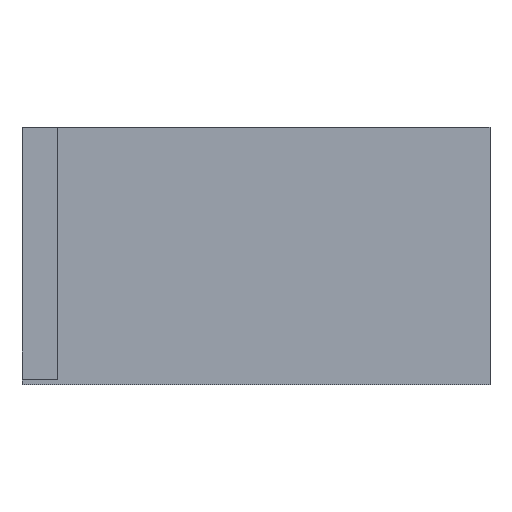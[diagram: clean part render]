
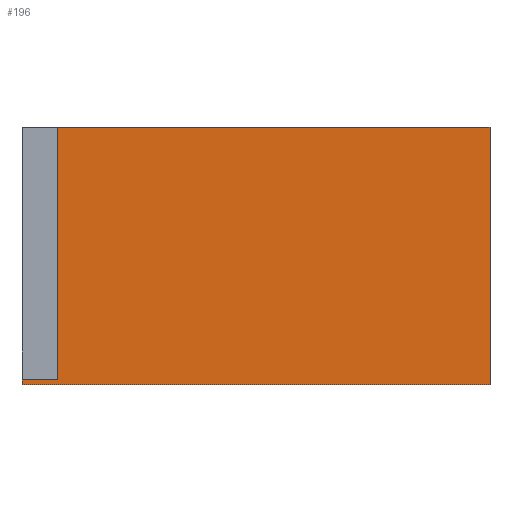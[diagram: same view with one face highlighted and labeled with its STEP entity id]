
A CAD part, top view. The second image highlights one B-rep face of the part: STEP entity #196.
In plain terms, the highlighted planar face has unit normal (0, 0, 1).
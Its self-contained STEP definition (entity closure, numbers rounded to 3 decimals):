
#24 = VERTEX_POINT('',#25);
#25 = CARTESIAN_POINT('',(0.,0.,50.));
#31 = EDGE_CURVE('',#24,#32,#34,.T.);
#32 = VERTEX_POINT('',#33);
#33 = CARTESIAN_POINT('',(200.,0.,50.));
#34 = LINE('',#35,#36);
#35 = CARTESIAN_POINT('',(0.,0.,50.));
#36 = VECTOR('',#37,1.);
#37 = DIRECTION('',(1.,0.,0.));
#86 = VERTEX_POINT('',#87);
#87 = CARTESIAN_POINT('',(0.,2.,50.));
#93 = EDGE_CURVE('',#86,#24,#94,.T.);
#94 = LINE('',#95,#96);
#95 = CARTESIAN_POINT('',(0.,110.,50.));
#96 = VECTOR('',#97,1.);
#97 = DIRECTION('',(0.,-1.,0.));
#109 = EDGE_CURVE('',#32,#110,#112,.T.);
#110 = VERTEX_POINT('',#111);
#111 = CARTESIAN_POINT('',(200.,110.,50.));
#112 = LINE('',#113,#114);
#113 = CARTESIAN_POINT('',(200.,0.,50.));
#114 = VECTOR('',#115,1.);
#115 = DIRECTION('',(0.,1.,0.));
#196 = ADVANCED_FACE('',(#197),#224,.T.);
#197 = FACE_BOUND('',#198,.T.);
#198 = EDGE_LOOP('',(#199,#200,#201,#202,#210,#218));
#199 = ORIENTED_EDGE('',*,*,#93,.T.);
#200 = ORIENTED_EDGE('',*,*,#31,.T.);
#201 = ORIENTED_EDGE('',*,*,#109,.T.);
#202 = ORIENTED_EDGE('',*,*,#203,.T.);
#203 = EDGE_CURVE('',#110,#204,#206,.T.);
#204 = VERTEX_POINT('',#205);
#205 = CARTESIAN_POINT('',(15.,110.,50.));
#206 = LINE('',#207,#208);
#207 = CARTESIAN_POINT('',(200.,110.,50.));
#208 = VECTOR('',#209,1.);
#209 = DIRECTION('',(-1.,0.,0.));
#210 = ORIENTED_EDGE('',*,*,#211,.T.);
#211 = EDGE_CURVE('',#204,#212,#214,.T.);
#212 = VERTEX_POINT('',#213);
#213 = CARTESIAN_POINT('',(15.,2.,50.));
#214 = LINE('',#215,#216);
#215 = CARTESIAN_POINT('',(15.,110.,50.));
#216 = VECTOR('',#217,1.);
#217 = DIRECTION('',(0.,-1.,0.));
#218 = ORIENTED_EDGE('',*,*,#219,.T.);
#219 = EDGE_CURVE('',#212,#86,#220,.T.);
#220 = LINE('',#221,#222);
#221 = CARTESIAN_POINT('',(15.,2.,50.));
#222 = VECTOR('',#223,1.);
#223 = DIRECTION('',(-1.,0.,0.));
#224 = PLANE('',#225);
#225 = AXIS2_PLACEMENT_3D('',#226,#227,#228);
#226 = CARTESIAN_POINT('',(100.,55.,50.));
#227 = DIRECTION('',(0.,0.,1.));
#228 = DIRECTION('',(1.,0.,0.));
